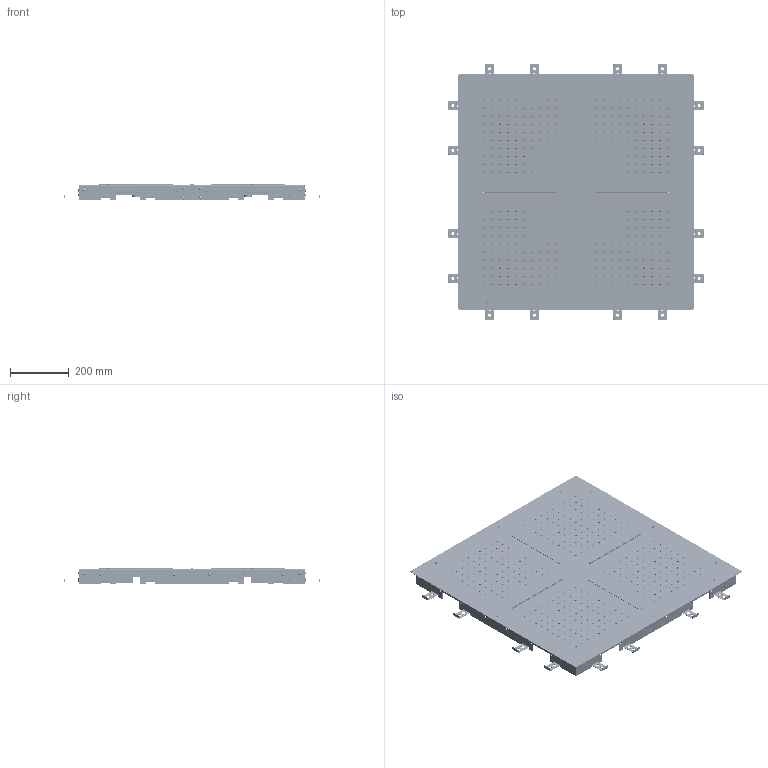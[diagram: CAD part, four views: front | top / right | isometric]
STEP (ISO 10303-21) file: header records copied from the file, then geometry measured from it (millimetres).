
FILE_DESCRIPTION(('STEP AP214'),'1');
FILE_NAME('Art.71448.stp','2021-07-08T11:42:14',(' '),(' '),'Spatial InterOp 3D',' ',' ');
FILE_SCHEMA(('AUTOMOTIVE_DESIGN { 1 0 10303 214 1 1 1 1 }'));
Length unit declared in the file: millimetre
Products named in the file (281): GrCr LED (1); ASSEM1; S.00317; S.00180; S.00340; 22407; GrLED; 22752; STRIPS1000RGB; Seg. Guaina; Seg. LED; 22751; S.00420; Art.71445; S.00104; 22285; 22251; 22249; 22248; 22276; 22246; 22245; GrR; 21656; 22250; T.RA063; S.00185; M.1756; M-1757; M-1758; T.RA003; M-1759; 22311; P.00100; T.RA141; 24323; M-1755; 22271; Art.71448
Assembly tree (504 placements, depth 6):
  Art.71448
    Art.71445
      GrCr LED (1)  x2
        ASSEM1
        S.00317
          ASSEM1
          S.00317
        S.00180
        S.00340
          ASSEM1
          (unnamed)
          (unnamed)
          (unnamed)
          (unnamed)
          S.00340
        22407
          ASSEM1
          22407
        GrLED
          S.00180  x2
          S.00340  x2
            ASSEM1
            (unnamed)
            (unnamed)
            (unnamed)
            (unnamed)
            S.00340
          22752
          STRIPS1000RGB  x5
            ASSEM1
            Seg. Guaina
            Seg. LED
          22751
          S.00420
            ASSEM1
            (unnamed)
            S.00420
      22285
        S.00104  x37
          ASSEM1
          (unnamed)
          S.00104
        S.00317  x26
          ASSEM1
          S.00317
        22251
        22249  x2
        22248  x2
        22276
        22246  x2
        22245  x2
          ASSEM1
          (unnamed)
          22245
        GrR  x4
          S.00317
            ASSEM1
            S.00317
          21656
      22250  x2
Bounding box: 868 x 868 x 55.3 mm (x, y, z)
Volume: 2707213.4 mm3; surface area: 4613658.6 mm2
Topology: 601 solids, 601 shells, 15176 faces, 36643 edges, 24099 vertices
Faces by surface type: plane 5002, cylinder 4676, torus 4655, cone 589, bspline 206, sphere 48
Full cylindrical faces by diameter (mm): 0.4 x8, 1.5 x400, 1.7 x400, 2.6 x46, 3 x30, 3.1 x400, 3.3 x408, 4 x8, 4.2 x37, 4.6 x8, 4.8 x46, 5 x874, 5.2 x110, 6 x48, 6.2 x16, 6.9 x37, 7 x13, 8.2 x37, 10 x433, 10.2 x9, 10.5 x32, 14 x6, 15 x4, 16.4 x6, 18.631 x12, 22.9 x2, 23.1 x2, 25.9 x2, 28 x4, 28.2 x4
Entity records: 100814 total; most frequent: CARTESIAN_POINT 13044, DIRECTION 12809, ORIENTED_EDGE 9632, AXIS2_PLACEMENT_3D 5137, EDGE_CURVE 4816, EDGE_LOOP 4150, VERTEX_POINT 3514, FACE_OUTER_BOUND 2766
